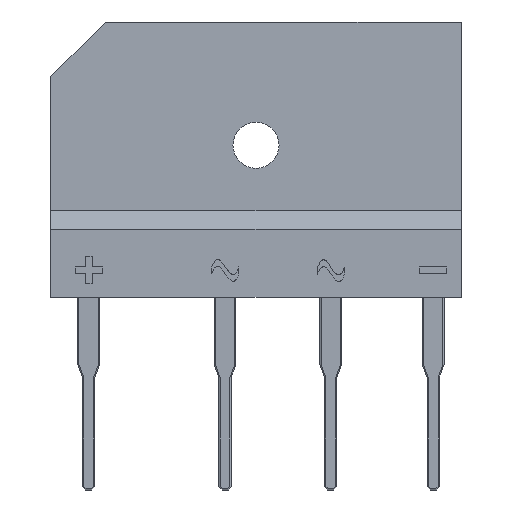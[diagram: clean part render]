
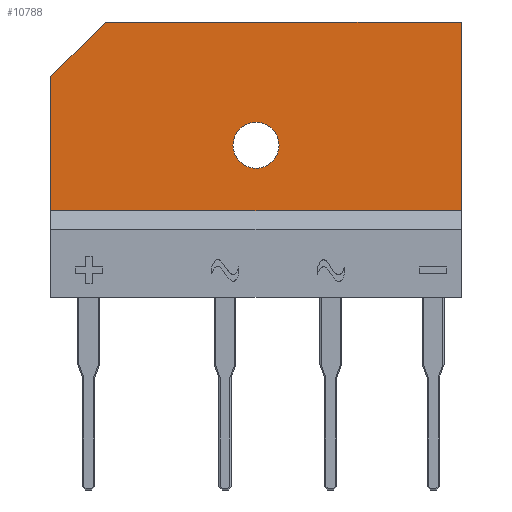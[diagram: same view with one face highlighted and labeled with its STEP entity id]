
A CAD part, front view. The second image highlights one B-rep face of the part: STEP entity #10788.
In plain terms, the highlighted planar face has unit normal (0, -1, 0).
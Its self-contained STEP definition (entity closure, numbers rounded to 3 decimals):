
#10525 = VERTEX_POINT('',#10526);
#10526 = CARTESIAN_POINT('',(13.85,-0.32,
    17.56));
#10532 = EDGE_CURVE('',#10525,#10533,#10535,.T.);
#10533 = VERTEX_POINT('',#10534);
#10534 = CARTESIAN_POINT('',(10.45,-0.32,
    17.56));
#10535 = CIRCLE('',#10536,1.7);
#10536 = AXIS2_PLACEMENT_3D('',#10537,#10538,#10539);
#10537 = CARTESIAN_POINT('',(12.15,-0.32,
    17.56));
#10538 = DIRECTION('',(0.,1.,0.));
#10539 = DIRECTION('',(1.,0.,0.));
#10623 = VERTEX_POINT('',#10624);
#10624 = CARTESIAN_POINT('',(-3.,-0.32,
    22.627));
#10648 = VERTEX_POINT('',#10649);
#10649 = CARTESIAN_POINT('',(-3.,-0.32,
    12.72));
#10655 = EDGE_CURVE('',#10623,#10648,#10656,.T.);
#10656 = LINE('',#10657,#10658);
#10657 = CARTESIAN_POINT('',(-3.,-0.32,
    26.66));
#10658 = VECTOR('',#10659,1.);
#10659 = DIRECTION('',(0.,0.,-1.));
#10670 = EDGE_CURVE('',#10671,#10623,#10673,.T.);
#10671 = VERTEX_POINT('',#10672);
#10672 = CARTESIAN_POINT('',(1.033,-0.32,
    26.66));
#10673 = LINE('',#10674,#10675);
#10674 = CARTESIAN_POINT('',(2.819,-0.32,
    28.446));
#10675 = VECTOR('',#10676,1.);
#10676 = DIRECTION('',(-0.707,0.,
    -0.707));
#10694 = EDGE_CURVE('',#10695,#10671,#10697,.T.);
#10695 = VERTEX_POINT('',#10696);
#10696 = CARTESIAN_POINT('',(27.3,-0.32,
    26.66));
#10697 = LINE('',#10698,#10699);
#10698 = CARTESIAN_POINT('',(27.3,-0.32,
    26.66));
#10699 = VECTOR('',#10700,1.);
#10700 = DIRECTION('',(-1.,0.,0.));
#10727 = EDGE_CURVE('',#10695,#10728,#10730,.T.);
#10728 = VERTEX_POINT('',#10729);
#10729 = CARTESIAN_POINT('',(27.3,-0.32,
    12.72));
#10730 = LINE('',#10731,#10732);
#10731 = CARTESIAN_POINT('',(27.3,-0.32,
    26.66));
#10732 = VECTOR('',#10733,1.);
#10733 = DIRECTION('',(0.,0.,-1.));
#10774 = EDGE_CURVE('',#10533,#10525,#10775,.T.);
#10775 = CIRCLE('',#10776,1.7);
#10776 = AXIS2_PLACEMENT_3D('',#10777,#10778,#10779);
#10777 = CARTESIAN_POINT('',(12.15,-0.32,
    17.56));
#10778 = DIRECTION('',(0.,1.,0.));
#10779 = DIRECTION('',(1.,0.,0.));
#10788 = ADVANCED_FACE('',(#10789,#10801),#10805,.F.);
#10789 = FACE_BOUND('',#10790,.T.);
#10790 = EDGE_LOOP('',(#10791,#10792,#10793,#10799,#10800));
#10791 = ORIENTED_EDGE('',*,*,#10670,.T.);
#10792 = ORIENTED_EDGE('',*,*,#10655,.T.);
#10793 = ORIENTED_EDGE('',*,*,#10794,.F.);
#10794 = EDGE_CURVE('',#10728,#10648,#10795,.T.);
#10795 = LINE('',#10796,#10797);
#10796 = CARTESIAN_POINT('',(27.3,-0.32,
    12.72));
#10797 = VECTOR('',#10798,1.);
#10798 = DIRECTION('',(-1.,0.,0.));
#10799 = ORIENTED_EDGE('',*,*,#10727,.F.);
#10800 = ORIENTED_EDGE('',*,*,#10694,.T.);
#10801 = FACE_BOUND('',#10802,.T.);
#10802 = EDGE_LOOP('',(#10803,#10804));
#10803 = ORIENTED_EDGE('',*,*,#10532,.T.);
#10804 = ORIENTED_EDGE('',*,*,#10774,.T.);
#10805 = PLANE('',#10806);
#10806 = AXIS2_PLACEMENT_3D('',#10807,#10808,#10809);
#10807 = CARTESIAN_POINT('',(27.3,-0.32,
    26.66));
#10808 = DIRECTION('',(0.,1.,0.));
#10809 = DIRECTION('',(0.,0.,1.));
